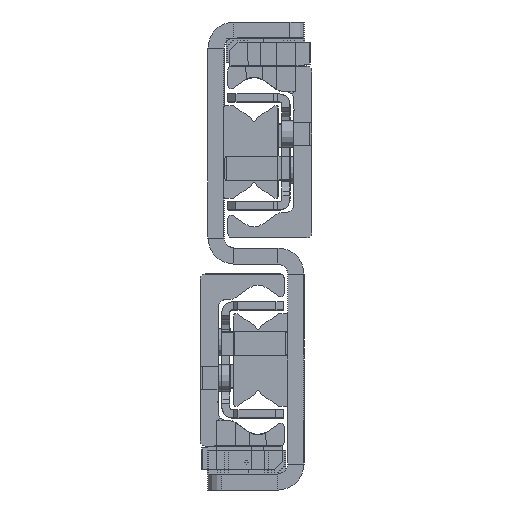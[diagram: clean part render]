
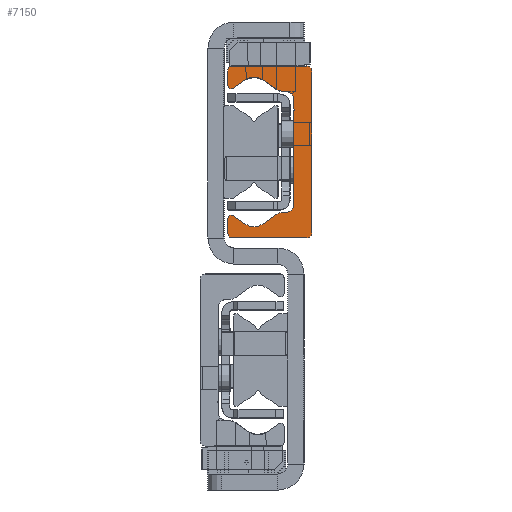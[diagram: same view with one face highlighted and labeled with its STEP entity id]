
A CAD part, left-side view. The second image highlights one B-rep face of the part: STEP entity #7150.
In plain terms, the highlighted planar face has unit normal (-1, 0, 0).
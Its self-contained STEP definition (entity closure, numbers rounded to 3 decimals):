
#5876=CARTESIAN_POINT('',(0.0,6.,-13.2));
#5877=VERTEX_POINT('',#5876);
#5884=CARTESIAN_POINT('',(0.0,4.,-15.2));
#5885=VERTEX_POINT('',#5884);
#5886=CARTESIAN_POINT('',(0.0,4.,-13.2));
#5887=DIRECTION('',(-1.0,0.0,0.0));
#5888=DIRECTION('',(0.0,0.0,1.0));
#5889=AXIS2_PLACEMENT_3D('',#5886,#5887,#5888);
#5890=CIRCLE('',#5889,2.);
#5891=EDGE_CURVE('',#5877,#5885,#5890,.T.);
#5940=CARTESIAN_POINT('',(0.0,2.869,-15.2));
#5941=VERTEX_POINT('',#5940);
#5942=CARTESIAN_POINT('',(0.0,4.,-15.2));
#5943=DIRECTION('',(0.0,-1.0,0.0));
#5944=VECTOR('',#5943,1.131);
#5945=LINE('',#5942,#5944);
#5946=EDGE_CURVE('',#5885,#5941,#5945,.T.);
#5989=CARTESIAN_POINT('',(0.0,1.722,-15.562));
#5990=VERTEX_POINT('',#5989);
#5991=CARTESIAN_POINT('',(0.0,2.869,-17.2));
#5992=DIRECTION('',(1.0,0.0,0.0));
#5993=DIRECTION('',(0.0,0.0,1.0));
#5994=AXIS2_PLACEMENT_3D('',#5991,#5992,#5993);
#5995=CIRCLE('',#5994,2.0);
#5996=EDGE_CURVE('',#5941,#5990,#5995,.T.);
#6195=CARTESIAN_POINT('',(0.0,10.5,20.25));
#6196=VERTEX_POINT('',#6195);
#6203=CARTESIAN_POINT('',(0.0,9.25,21.5));
#6204=VERTEX_POINT('',#6203);
#6205=CARTESIAN_POINT('',(0.0,9.25,20.25));
#6206=DIRECTION('',(1.0,0.0,0.0));
#6207=DIRECTION('',(0.0,1.0,0.0));
#6208=AXIS2_PLACEMENT_3D('',#6205,#6206,#6207);
#6209=CIRCLE('',#6208,1.25);
#6210=EDGE_CURVE('',#6196,#6204,#6209,.T.);
#6234=CARTESIAN_POINT('',(0.0,10.5,-20.25));
#6235=VERTEX_POINT('',#6234);
#6242=CARTESIAN_POINT('',(0.0,10.5,-20.25));
#6243=DIRECTION('',(0.0,0.0,1.0));
#6244=VECTOR('',#6243,40.5);
#6245=LINE('',#6242,#6244);
#6246=EDGE_CURVE('',#6235,#6196,#6245,.T.);
#6344=CARTESIAN_POINT('',(0.0,9.25,-21.5));
#6345=VERTEX_POINT('',#6344);
#6352=CARTESIAN_POINT('',(0.0,9.25,-20.25));
#6353=DIRECTION('',(1.0,0.0,0.0));
#6354=DIRECTION('',(0.0,0.0,-1.0));
#6355=AXIS2_PLACEMENT_3D('',#6352,#6353,#6354);
#6356=CIRCLE('',#6355,1.25);
#6357=EDGE_CURVE('',#6345,#6235,#6356,.T.);
#6376=CARTESIAN_POINT('',(0.0,-9.5,-21.5));
#6377=VERTEX_POINT('',#6376);
#6384=CARTESIAN_POINT('',(0.0,-9.5,-21.5));
#6385=DIRECTION('',(0.0,1.0,0.0));
#6386=VECTOR('',#6385,18.75);
#6387=LINE('',#6384,#6386);
#6388=EDGE_CURVE('',#6377,#6345,#6387,.T.);
#6420=CARTESIAN_POINT('',(0.0,-10.5,-20.5));
#6421=VERTEX_POINT('',#6420);
#6428=CARTESIAN_POINT('',(0.0,-9.5,-20.5));
#6429=DIRECTION('',(1.0,0.0,0.0));
#6430=DIRECTION('',(0.0,-1.0,0.0));
#6431=AXIS2_PLACEMENT_3D('',#6428,#6429,#6430);
#6432=CIRCLE('',#6431,1.);
#6433=EDGE_CURVE('',#6421,#6377,#6432,.T.);
#6452=CARTESIAN_POINT('',(0.0,-10.5,-16.65));
#6453=VERTEX_POINT('',#6452);
#6460=CARTESIAN_POINT('',(0.0,-10.5,-16.65));
#6461=DIRECTION('',(0.0,0.0,-1.0));
#6462=VECTOR('',#6461,3.85);
#6463=LINE('',#6460,#6462);
#6464=EDGE_CURVE('',#6453,#6421,#6463,.T.);
#6484=CARTESIAN_POINT('',(0.0,-9.162,-15.954));
#6485=VERTEX_POINT('',#6484);
#6492=CARTESIAN_POINT('',(0.0,-9.65,-16.65));
#6493=DIRECTION('',(1.0,0.0,0.0));
#6494=DIRECTION('',(0.0,0.574,0.819));
#6495=AXIS2_PLACEMENT_3D('',#6492,#6493,#6494);
#6496=CIRCLE('',#6495,0.85);
#6497=EDGE_CURVE('',#6485,#6453,#6496,.T.);
#6516=CARTESIAN_POINT('',(0.0,-6.294,-17.962));
#6517=VERTEX_POINT('',#6516);
#6524=CARTESIAN_POINT('',(0.0,-6.294,-17.962));
#6525=DIRECTION('',(0.0,-0.819,0.574));
#6526=VECTOR('',#6525,3.501);
#6527=LINE('',#6524,#6526);
#6528=EDGE_CURVE('',#6517,#6485,#6527,.T.);
#6548=CARTESIAN_POINT('',(0.0,-1.706,-17.962));
#6549=VERTEX_POINT('',#6548);
#6556=CARTESIAN_POINT('',(0.0,-4.,-14.685));
#6557=DIRECTION('',(-1.0,0.0,0.0));
#6558=DIRECTION('',(0.0,0.574,0.819));
#6559=AXIS2_PLACEMENT_3D('',#6556,#6557,#6558);
#6560=CIRCLE('',#6559,4.0);
#6561=EDGE_CURVE('',#6549,#6517,#6560,.T.);
#6587=CARTESIAN_POINT('',(0.0,1.722,-15.562));
#6588=DIRECTION('',(0.0,-0.819,-0.574));
#6589=VECTOR('',#6588,4.185);
#6590=LINE('',#6587,#6589);
#6591=EDGE_CURVE('',#5990,#6549,#6590,.T.);
#6646=CARTESIAN_POINT('',(0.0,6.,-10.75));
#6647=VERTEX_POINT('',#6646);
#6654=CARTESIAN_POINT('',(0.0,6.,-10.75));
#6655=DIRECTION('',(0.0,0.0,-1.0));
#6656=VECTOR('',#6655,2.45);
#6657=LINE('',#6654,#6656);
#6658=EDGE_CURVE('',#6647,#5877,#6657,.T.);
#6678=CARTESIAN_POINT('',(0.0,6.,-10.25));
#6679=VERTEX_POINT('',#6678);
#6686=CARTESIAN_POINT('',(0.0,6.,-10.5));
#6687=DIRECTION('',(-1.0,0.0,0.0));
#6688=DIRECTION('',(0.0,0.0,1.0));
#6689=AXIS2_PLACEMENT_3D('',#6686,#6687,#6688);
#6690=CIRCLE('',#6689,0.25);
#6691=EDGE_CURVE('',#6679,#6647,#6690,.T.);
#6710=CARTESIAN_POINT('',(0.0,6.,13.2));
#6711=VERTEX_POINT('',#6710);
#6718=CARTESIAN_POINT('',(0.0,6.,13.2));
#6719=DIRECTION('',(0.0,0.0,-1.0));
#6720=VECTOR('',#6719,23.45);
#6721=LINE('',#6718,#6720);
#6722=EDGE_CURVE('',#6711,#6679,#6721,.T.);
#6820=CARTESIAN_POINT('',(0.0,4.,15.2));
#6821=VERTEX_POINT('',#6820);
#6828=CARTESIAN_POINT('',(0.0,4.,13.2));
#6829=DIRECTION('',(-1.0,0.0,0.0));
#6830=DIRECTION('',(0.0,-1.0,0.0));
#6831=AXIS2_PLACEMENT_3D('',#6828,#6829,#6830);
#6832=CIRCLE('',#6831,2.);
#6833=EDGE_CURVE('',#6821,#6711,#6832,.T.);
#6852=CARTESIAN_POINT('',(0.0,2.869,15.2));
#6853=VERTEX_POINT('',#6852);
#6860=CARTESIAN_POINT('',(0.0,2.869,15.2));
#6861=DIRECTION('',(0.0,1.0,0.0));
#6862=VECTOR('',#6861,1.131);
#6863=LINE('',#6860,#6862);
#6864=EDGE_CURVE('',#6853,#6821,#6863,.T.);
#6884=CARTESIAN_POINT('',(0.0,1.722,15.562));
#6885=VERTEX_POINT('',#6884);
#6892=CARTESIAN_POINT('',(0.0,2.869,17.2));
#6893=DIRECTION('',(1.0,0.0,0.0));
#6894=DIRECTION('',(0.0,-0.574,-0.819));
#6895=AXIS2_PLACEMENT_3D('',#6892,#6893,#6894);
#6896=CIRCLE('',#6895,2.0);
#6897=EDGE_CURVE('',#6885,#6853,#6896,.T.);
#6916=CARTESIAN_POINT('',(0.0,-1.706,17.962));
#6917=VERTEX_POINT('',#6916);
#6924=CARTESIAN_POINT('',(0.0,-1.706,17.962));
#6925=DIRECTION('',(0.0,0.819,-0.574));
#6926=VECTOR('',#6925,4.185);
#6927=LINE('',#6924,#6926);
#6928=EDGE_CURVE('',#6917,#6885,#6927,.T.);
#6948=CARTESIAN_POINT('',(0.0,-6.294,17.962));
#6949=VERTEX_POINT('',#6948);
#6956=CARTESIAN_POINT('',(0.0,-4.,14.685));
#6957=DIRECTION('',(-1.0,0.0,0.0));
#6958=DIRECTION('',(0.0,-0.574,-0.819));
#6959=AXIS2_PLACEMENT_3D('',#6956,#6957,#6958);
#6960=CIRCLE('',#6959,4.0);
#6961=EDGE_CURVE('',#6949,#6917,#6960,.T.);
#6980=CARTESIAN_POINT('',(0.0,-9.162,15.954));
#6981=VERTEX_POINT('',#6980);
#6988=CARTESIAN_POINT('',(0.0,-9.162,15.954));
#6989=DIRECTION('',(0.0,0.819,0.574));
#6990=VECTOR('',#6989,3.501);
#6991=LINE('',#6988,#6990);
#6992=EDGE_CURVE('',#6981,#6949,#6991,.T.);
#7012=CARTESIAN_POINT('',(0.0,-10.5,16.65));
#7013=VERTEX_POINT('',#7012);
#7020=CARTESIAN_POINT('',(0.0,-9.65,16.65));
#7021=DIRECTION('',(1.0,0.0,0.0));
#7022=DIRECTION('',(0.0,-1.0,0.0));
#7023=AXIS2_PLACEMENT_3D('',#7020,#7021,#7022);
#7024=CIRCLE('',#7023,0.85);
#7025=EDGE_CURVE('',#7013,#6981,#7024,.T.);
#7044=CARTESIAN_POINT('',(0.0,-10.5,20.5));
#7045=VERTEX_POINT('',#7044);
#7052=CARTESIAN_POINT('',(0.0,-10.5,20.5));
#7053=DIRECTION('',(0.0,0.0,-1.0));
#7054=VECTOR('',#7053,3.85);
#7055=LINE('',#7052,#7054);
#7056=EDGE_CURVE('',#7045,#7013,#7055,.T.);
#7076=CARTESIAN_POINT('',(0.0,-9.5,21.5));
#7077=VERTEX_POINT('',#7076);
#7084=CARTESIAN_POINT('',(0.0,-9.5,20.5));
#7085=DIRECTION('',(1.0,0.0,0.0));
#7086=DIRECTION('',(0.0,0.0,1.0));
#7087=AXIS2_PLACEMENT_3D('',#7084,#7085,#7086);
#7088=CIRCLE('',#7087,1.);
#7089=EDGE_CURVE('',#7077,#7045,#7088,.T.);
#7107=CARTESIAN_POINT('',(0.0,9.25,21.5));
#7108=DIRECTION('',(0.0,-1.0,0.0));
#7109=VECTOR('',#7108,18.75);
#7110=LINE('',#7107,#7109);
#7111=EDGE_CURVE('',#6204,#7077,#7110,.T.);
#7117=CARTESIAN_POINT('',(0.0,2.66,-0.019));
#7118=DIRECTION('',(1.0,0.0,0.0));
#7119=DIRECTION('',(0.0,0.0,-1.0));
#7120=AXIS2_PLACEMENT_3D('',#7117,#7118,#7119);
#7121=PLANE('',#7120);
#7122=ORIENTED_EDGE('',*,*,#7111,.F.);
#7123=ORIENTED_EDGE('',*,*,#6210,.F.);
#7124=ORIENTED_EDGE('',*,*,#6246,.F.);
#7125=ORIENTED_EDGE('',*,*,#6357,.F.);
#7126=ORIENTED_EDGE('',*,*,#6388,.F.);
#7127=ORIENTED_EDGE('',*,*,#6433,.F.);
#7128=ORIENTED_EDGE('',*,*,#6464,.F.);
#7129=ORIENTED_EDGE('',*,*,#6497,.F.);
#7130=ORIENTED_EDGE('',*,*,#6528,.F.);
#7131=ORIENTED_EDGE('',*,*,#6561,.F.);
#7132=ORIENTED_EDGE('',*,*,#6591,.F.);
#7133=ORIENTED_EDGE('',*,*,#5996,.F.);
#7134=ORIENTED_EDGE('',*,*,#5946,.F.);
#7135=ORIENTED_EDGE('',*,*,#5891,.F.);
#7136=ORIENTED_EDGE('',*,*,#6658,.F.);
#7137=ORIENTED_EDGE('',*,*,#6691,.F.);
#7138=ORIENTED_EDGE('',*,*,#6722,.F.);
#7139=ORIENTED_EDGE('',*,*,#6833,.F.);
#7140=ORIENTED_EDGE('',*,*,#6864,.F.);
#7141=ORIENTED_EDGE('',*,*,#6897,.F.);
#7142=ORIENTED_EDGE('',*,*,#6928,.F.);
#7143=ORIENTED_EDGE('',*,*,#6961,.F.);
#7144=ORIENTED_EDGE('',*,*,#6992,.F.);
#7145=ORIENTED_EDGE('',*,*,#7025,.F.);
#7146=ORIENTED_EDGE('',*,*,#7056,.F.);
#7147=ORIENTED_EDGE('',*,*,#7089,.F.);
#7148=EDGE_LOOP('',(#7122,#7123,#7124,#7125,#7126,#7127,#7128,#7129,#7130,#7131,#7132,#7133,#7134,#7135,#7136,#7137,#7138,#7139,#7140,#7141,#7142,#7143,#7144,#7145,#7146,#7147));
#7149=FACE_OUTER_BOUND('',#7148,.T.);
#7150=ADVANCED_FACE('',(#7149),#7121,.F.);
